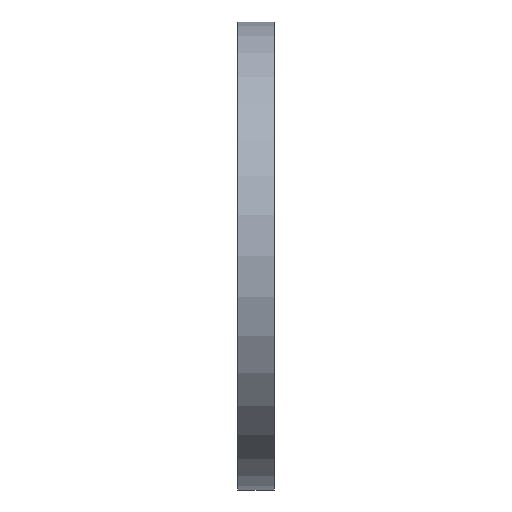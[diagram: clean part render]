
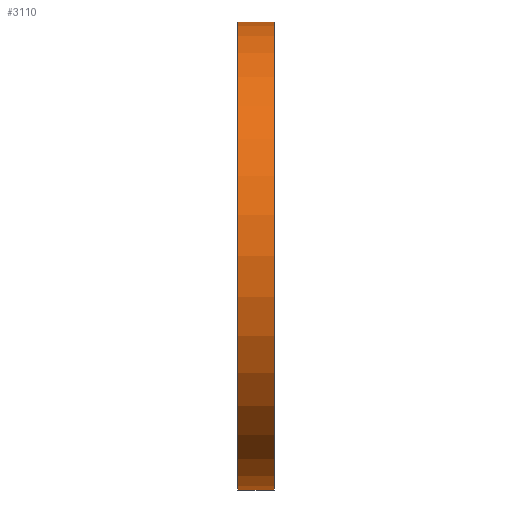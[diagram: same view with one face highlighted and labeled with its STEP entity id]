
A CAD part, left-side view. The second image highlights one B-rep face of the part: STEP entity #3110.
In plain terms, the highlighted cylindrical face has radius 16 mm (diameter 32 mm), a partial arc.
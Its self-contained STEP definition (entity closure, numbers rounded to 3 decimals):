
#193 = CARTESIAN_POINT ( 'NONE',  ( 0., 2.5, 16. ) ) ;
#338 = VERTEX_POINT ( 'NONE', #1009 ) ;
#366 = DIRECTION ( 'NONE',  ( 0., -1., 0. ) ) ;
#370 = VERTEX_POINT ( 'NONE', #3946 ) ;
#374 = DIRECTION ( 'NONE',  ( 0., 0., 1. ) ) ;
#433 = DIRECTION ( 'NONE',  ( 0., -1., 0. ) ) ;
#498 = LINE ( 'NONE', #3633, #3429 ) ;
#505 = FACE_OUTER_BOUND ( 'NONE', #2920, .T. ) ;
#594 = CARTESIAN_POINT ( 'NONE',  ( 0., 0., -16. ) ) ;
#675 = DIRECTION ( 'NONE',  ( 0., -1., 0. ) ) ;
#947 = VERTEX_POINT ( 'NONE', #193 ) ;
#1009 = CARTESIAN_POINT ( 'NONE',  ( 0., 0., 16. ) ) ;
#1440 = LINE ( 'NONE', #2693, #1531 ) ;
#1531 = VECTOR ( 'NONE', #433, 1000. ) ;
#1670 = EDGE_CURVE ( 'NONE', #3546, #338, #2680, .T. ) ;
#1682 = AXIS2_PLACEMENT_3D ( 'NONE', #1695, #3019, #1951 ) ;
#1695 = CARTESIAN_POINT ( 'NONE',  ( 0., 0., 0. ) ) ;
#1850 = ORIENTED_EDGE ( 'NONE', *, *, #3062, .F. ) ;
#1901 = CYLINDRICAL_SURFACE ( 'NONE', #4133, 16. ) ;
#1951 = DIRECTION ( 'NONE',  ( 0., 0., 1. ) ) ;
#2018 = ORIENTED_EDGE ( 'NONE', *, *, #3732, .T. ) ;
#2103 = EDGE_CURVE ( 'NONE', #370, #947, #3693, .T. ) ;
#2291 = CARTESIAN_POINT ( 'NONE',  ( 0., 2.5, 0. ) ) ;
#2296 = ORIENTED_EDGE ( 'NONE', *, *, #2103, .F. ) ;
#2680 = CIRCLE ( 'NONE', #1682, 16. ) ;
#2693 = CARTESIAN_POINT ( 'NONE',  ( 0., 2.5, 16. ) ) ;
#2920 = EDGE_LOOP ( 'NONE', ( #3063, #1850, #2296, #2018 ) ) ;
#3019 = DIRECTION ( 'NONE',  ( 0., 1., 0. ) ) ;
#3062 = EDGE_CURVE ( 'NONE', #947, #338, #1440, .T. ) ;
#3063 = ORIENTED_EDGE ( 'NONE', *, *, #1670, .T. ) ;
#3099 = AXIS2_PLACEMENT_3D ( 'NONE', #3166, #3806, #374 ) ;
#3110 = ADVANCED_FACE ( 'NONE', ( #505 ), #1901, .T. ) ;
#3166 = CARTESIAN_POINT ( 'NONE',  ( 0., 2.5, 0. ) ) ;
#3429 = VECTOR ( 'NONE', #366, 1000. ) ;
#3546 = VERTEX_POINT ( 'NONE', #594 ) ;
#3633 = CARTESIAN_POINT ( 'NONE',  ( 0., 2.5, -16. ) ) ;
#3693 = CIRCLE ( 'NONE', #3099, 16. ) ;
#3732 = EDGE_CURVE ( 'NONE', #370, #3546, #498, .T. ) ;
#3806 = DIRECTION ( 'NONE',  ( 0., 1., 0. ) ) ;
#3921 = DIRECTION ( 'NONE',  ( 0., 0., -1. ) ) ;
#3946 = CARTESIAN_POINT ( 'NONE',  ( 0., 2.5, -16. ) ) ;
#4133 = AXIS2_PLACEMENT_3D ( 'NONE', #2291, #675, #3921 ) ;
